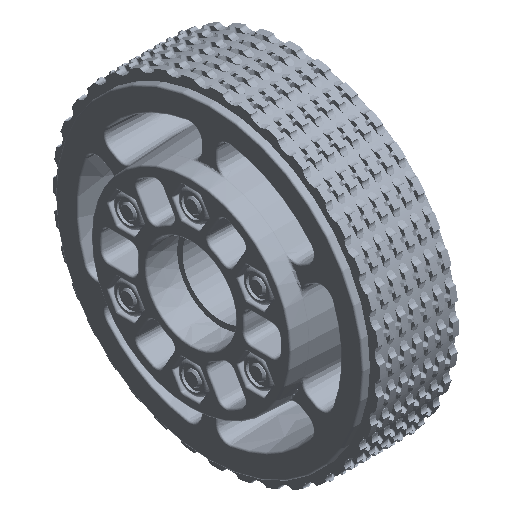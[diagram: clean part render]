
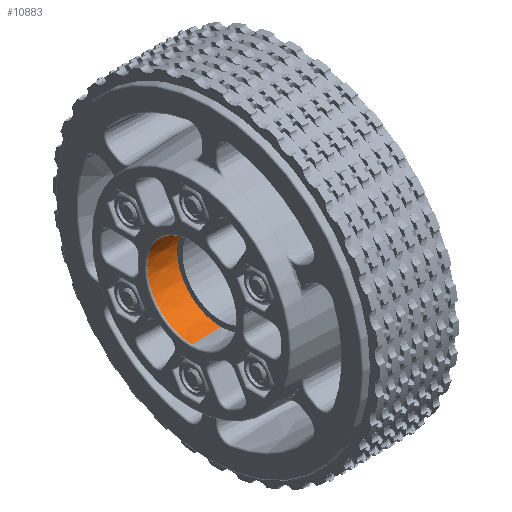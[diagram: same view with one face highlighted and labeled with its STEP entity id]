
A CAD part, isometric view. The second image highlights one B-rep face of the part: STEP entity #10883.
In plain terms, the highlighted conical face has half-angle 2 degrees and reference radius 14.287 mm.
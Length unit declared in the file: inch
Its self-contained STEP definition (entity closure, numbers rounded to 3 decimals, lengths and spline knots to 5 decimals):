
#1312 = VERTEX_POINT ( 'NONE', #206619 ) ;
#9038 = EDGE_CURVE ( 'NONE', #111476, #204429, #33061, .T. ) ;
#10629 = EDGE_CURVE ( 'NONE', #107626, #111476, #166394, .T. ) ;
#10883 = ADVANCED_FACE ( 'NONE', ( #115364 ), #62181, .F. ) ;
#10996 = AXIS2_PLACEMENT_3D ( 'NONE', #169010, #140628, #111223 ) ;
#15566 = LINE ( 'NONE', #207405, #42345 ) ;
#17169 = ORIENTED_EDGE ( 'NONE', *, *, #169503, .T. ) ;
#19803 = CARTESIAN_POINT ( 'NONE',  ( 0.38, 0., -0.54923 ) ) ;
#24431 = ORIENTED_EDGE ( 'NONE', *, *, #10629, .F. ) ;
#33061 = LINE ( 'NONE', #96927, #195177 ) ;
#39847 = DIRECTION ( 'NONE',  ( -1., 0., 0. ) ) ;
#42345 = VECTOR ( 'NONE', #192708, 39.37008 ) ;
#45304 = ORIENTED_EDGE ( 'NONE', *, *, #79366, .T. ) ;
#47791 = CIRCLE ( 'NONE', #10996, 0.56183 ) ;
#52938 = CARTESIAN_POINT ( 'NONE',  ( 0.0193, 0., -0.56183 ) ) ;
#53732 = DIRECTION ( 'NONE',  ( -1., 0., 0. ) ) ;
#55535 = CARTESIAN_POINT ( 'NONE',  ( 0., 0., 0. ) ) ;
#62181 = CONICAL_SURFACE ( 'NONE', #162635, 0.5625, 0.035 ) ;
#79366 = EDGE_CURVE ( 'NONE', #1312, #204429, #47791, .T. ) ;
#84809 = ORIENTED_EDGE ( 'NONE', *, *, #9038, .F. ) ;
#96927 = CARTESIAN_POINT ( 'NONE',  ( 0., 0., -0.5625 ) ) ;
#99019 = DIRECTION ( 'NONE',  ( -0.999, 0., -0.035 ) ) ;
#102932 = EDGE_LOOP ( 'NONE', ( #84809, #24431, #17169, #45304 ) ) ;
#107626 = VERTEX_POINT ( 'NONE', #194088 ) ;
#111223 = DIRECTION ( 'NONE',  ( 0., 0., -1. ) ) ;
#111476 = VERTEX_POINT ( 'NONE', #19803 ) ;
#115364 = FACE_OUTER_BOUND ( 'NONE', #102932, .T. ) ;
#129526 = AXIS2_PLACEMENT_3D ( 'NONE', #149089, #53732, #163808 ) ;
#132101 = DIRECTION ( 'NONE',  ( 0., 0., 1. ) ) ;
#140628 = DIRECTION ( 'NONE',  ( -1., 0., 0. ) ) ;
#149089 = CARTESIAN_POINT ( 'NONE',  ( 0.38, 0., 0. ) ) ;
#162635 = AXIS2_PLACEMENT_3D ( 'NONE', #55535, #39847, #132101 ) ;
#163808 = DIRECTION ( 'NONE',  ( 0., 0., -1. ) ) ;
#166394 = CIRCLE ( 'NONE', #129526, 0.54923 ) ;
#169010 = CARTESIAN_POINT ( 'NONE',  ( 0.0193, 0., 0. ) ) ;
#169503 = EDGE_CURVE ( 'NONE', #107626, #1312, #15566, .T. ) ;
#192708 = DIRECTION ( 'NONE',  ( -0.999, 0., 0.035 ) ) ;
#194088 = CARTESIAN_POINT ( 'NONE',  ( 0.38, 0., 0.54923 ) ) ;
#195177 = VECTOR ( 'NONE', #99019, 39.37008 ) ;
#204429 = VERTEX_POINT ( 'NONE', #52938 ) ;
#206619 = CARTESIAN_POINT ( 'NONE',  ( 0.0193, 0., 0.56183 ) ) ;
#207405 = CARTESIAN_POINT ( 'NONE',  ( 0., 0., 0.5625 ) ) ;
